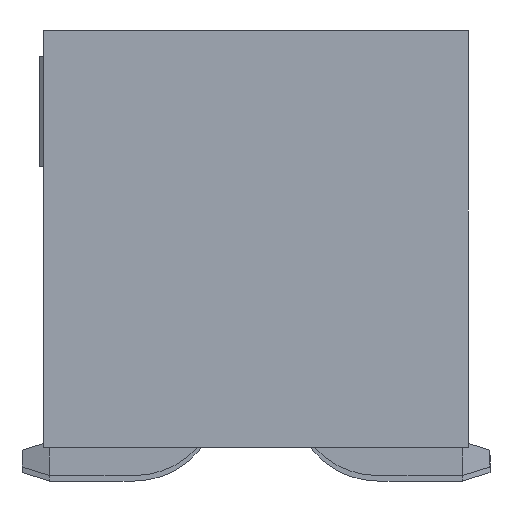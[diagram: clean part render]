
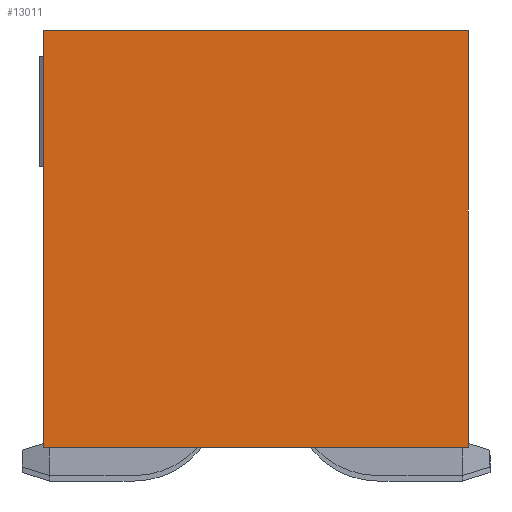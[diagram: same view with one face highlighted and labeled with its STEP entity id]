
A CAD part, front view. The second image highlights one B-rep face of the part: STEP entity #13011.
In plain terms, the highlighted face is planar.
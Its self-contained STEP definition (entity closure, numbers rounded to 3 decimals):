
#1013=ORIENTED_EDGE('',*,*,#3481,.F.);
#1014=ORIENTED_EDGE('',*,*,#3482,.F.);
#1015=ORIENTED_EDGE('',*,*,#3483,.T.);
#1016=ORIENTED_EDGE('',*,*,#3484,.T.);
#3481=EDGE_CURVE('',#4708,#4709,#5657,.T.);
#3482=EDGE_CURVE('',#4710,#4708,#5658,.T.);
#3483=EDGE_CURVE('',#4710,#4711,#5659,.T.);
#3484=EDGE_CURVE('',#4711,#4709,#5660,.T.);
#4708=VERTEX_POINT('',#17759);
#4709=VERTEX_POINT('',#17760);
#4710=VERTEX_POINT('',#17762);
#4711=VERTEX_POINT('',#17764);
#5657=LINE('',#17758,#6921);
#5658=LINE('',#17761,#6922);
#5659=LINE('',#17763,#6923);
#5660=LINE('',#17765,#6924);
#6921=VECTOR('',#14949,1000.);
#6922=VECTOR('',#14950,1000.);
#6923=VECTOR('',#14951,1000.);
#6924=VECTOR('',#14952,1000.);
#7767=EDGE_LOOP('',(#1013,#1014,#1015,#1016));
#8311=FACE_BOUND('',#7767,.T.);
#8839=PLANE('',#13573);
#13011=ADVANCED_FACE('',(#8311),#8839,.T.);
#13573=AXIS2_PLACEMENT_3D('',#17757,#14947,#14948);
#14947=DIRECTION('',(1.,0.,0.));
#14948=DIRECTION('',(0.,0.,-1.));
#14949=DIRECTION('',(0.,0.,-1.));
#14950=DIRECTION('',(0.,1.,0.));
#14951=DIRECTION('',(0.,0.,-1.));
#14952=DIRECTION('',(0.,1.,0.));
#17757=CARTESIAN_POINT('',(8.255,-2.5,2.45));
#17758=CARTESIAN_POINT('',(8.255,2.5,2.45));
#17759=CARTESIAN_POINT('',(8.255,2.5,2.45));
#17760=CARTESIAN_POINT('',(8.255,2.5,-2.45));
#17761=CARTESIAN_POINT('',(8.255,-2.5,2.45));
#17762=CARTESIAN_POINT('',(8.255,-2.5,2.45));
#17763=CARTESIAN_POINT('',(8.255,-2.5,2.45));
#17764=CARTESIAN_POINT('',(8.255,-2.5,-2.45));
#17765=CARTESIAN_POINT('',(8.255,-2.5,-2.45));
